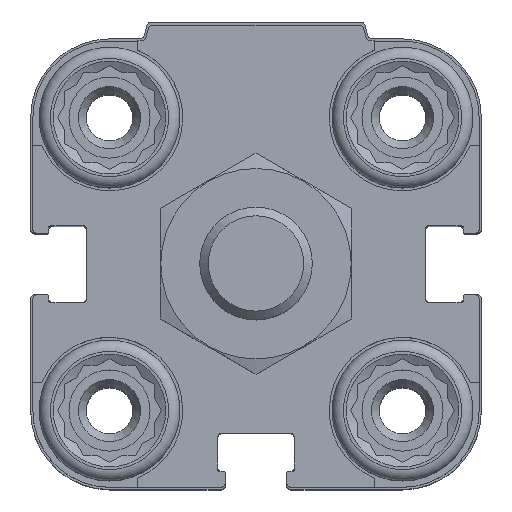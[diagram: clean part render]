
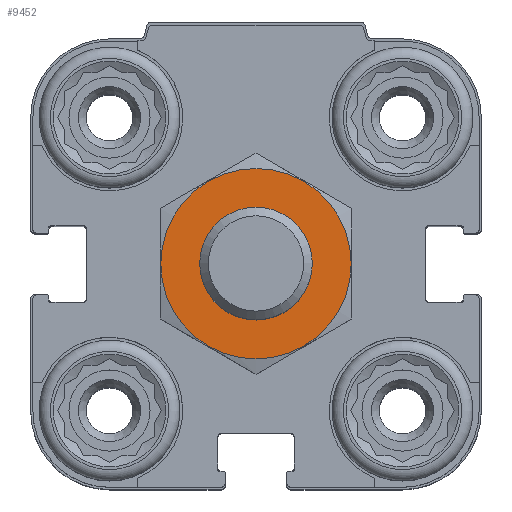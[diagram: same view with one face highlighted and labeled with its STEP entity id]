
A CAD part, top view. The second image highlights one B-rep face of the part: STEP entity #9452.
In plain terms, the highlighted face is planar.
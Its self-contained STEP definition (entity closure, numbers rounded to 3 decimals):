
#2043=PLANE('',#10329);
#4962=ORIENTED_EDGE('',*,*,#6329,.F.);
#4963=ORIENTED_EDGE('',*,*,#6330,.T.);
#6329=EDGE_CURVE('',#7254,#7254,#7575,.T.);
#6330=EDGE_CURVE('',#7255,#7255,#7576,.T.);
#7254=VERTEX_POINT('',#16130);
#7255=VERTEX_POINT('',#16132);
#7575=CIRCLE('',#10330,8.45);
#7576=CIRCLE('',#10331,5.);
#8211=EDGE_LOOP('',(#4962));
#8212=EDGE_LOOP('',(#4963));
#8875=FACE_BOUND('',#8211,.T.);
#8876=FACE_BOUND('',#8212,.T.);
#9452=ADVANCED_FACE('',(#8875,#8876),#2043,.F.);
#10329=AXIS2_PLACEMENT_3D('',#16128,#12776,#12777);
#10330=AXIS2_PLACEMENT_3D('',#16129,#12778,#12779);
#10331=AXIS2_PLACEMENT_3D('',#16131,#12780,#12781);
#12776=DIRECTION('',(0.,-1.,0.));
#12777=DIRECTION('',(0.,0.,-1.));
#12778=DIRECTION('',(0.,-1.,0.));
#12779=DIRECTION('',(0.,0.,-1.));
#12780=DIRECTION('',(0.,-1.,0.));
#12781=DIRECTION('',(0.,0.,-1.));
#16128=CARTESIAN_POINT('',(0.,0.,0.));
#16129=CARTESIAN_POINT('',(0.,0.,0.));
#16130=CARTESIAN_POINT('',(0.,0.,-8.45));
#16131=CARTESIAN_POINT('',(0.,0.,0.));
#16132=CARTESIAN_POINT('',(0.,0.,-5.));
